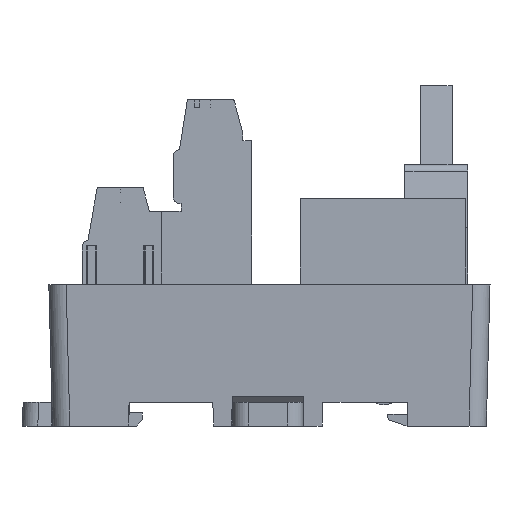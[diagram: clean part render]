
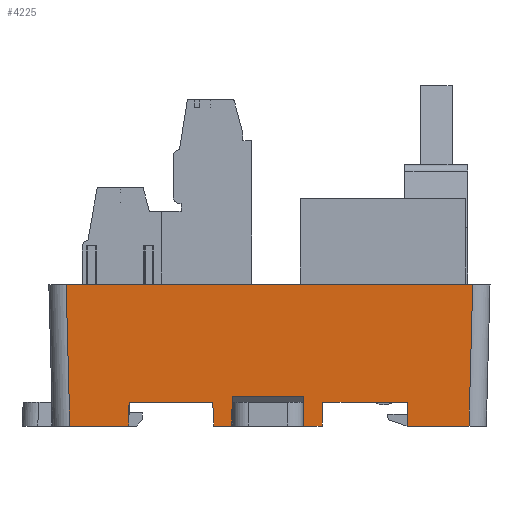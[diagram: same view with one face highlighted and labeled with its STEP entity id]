
A CAD part, left-side view. The second image highlights one B-rep face of the part: STEP entity #4225.
In plain terms, the highlighted planar face has unit normal (-1, 0, -0.026).
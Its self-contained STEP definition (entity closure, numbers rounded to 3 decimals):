
#2500=FACE_OUTER_BOUND('',#8402,.T.);
#4225=ADVANCED_FACE('',(#2500),#6039,.T.);
#6039=PLANE('',#34997);
#8402=EDGE_LOOP('',(#10986,#10987,#10988,#10989,#10990,#10991,#10992,#10993,
#10994,#10995,#10996,#10997,#10998,#10999,#11000,#11001));
#10986=ORIENTED_EDGE('',*,*,#23223,.T.);
#10987=ORIENTED_EDGE('',*,*,#23224,.T.);
#10988=ORIENTED_EDGE('',*,*,#23225,.T.);
#10989=ORIENTED_EDGE('',*,*,#23226,.F.);
#10990=ORIENTED_EDGE('',*,*,#23227,.T.);
#10991=ORIENTED_EDGE('',*,*,#23228,.T.);
#10992=ORIENTED_EDGE('',*,*,#23229,.F.);
#10993=ORIENTED_EDGE('',*,*,#23166,.T.);
#10994=ORIENTED_EDGE('',*,*,#23230,.F.);
#10995=ORIENTED_EDGE('',*,*,#23231,.T.);
#10996=ORIENTED_EDGE('',*,*,#23232,.F.);
#10997=ORIENTED_EDGE('',*,*,#23233,.T.);
#10998=ORIENTED_EDGE('',*,*,#23234,.F.);
#10999=ORIENTED_EDGE('',*,*,#23235,.T.);
#11000=ORIENTED_EDGE('',*,*,#23236,.T.);
#11001=ORIENTED_EDGE('',*,*,#23152,.T.);
#20013=VERTEX_POINT('',#46659);
#20014=VERTEX_POINT('',#46661);
#20027=VERTEX_POINT('',#46687);
#20028=VERTEX_POINT('',#46689);
#20082=VERTEX_POINT('',#46805);
#20083=VERTEX_POINT('',#46807);
#20084=VERTEX_POINT('',#46809);
#20085=VERTEX_POINT('',#46811);
#20086=VERTEX_POINT('',#46813);
#20087=VERTEX_POINT('',#46815);
#20088=VERTEX_POINT('',#46818);
#20089=VERTEX_POINT('',#46820);
#20090=VERTEX_POINT('',#46822);
#20091=VERTEX_POINT('',#46824);
#20092=VERTEX_POINT('',#46826);
#20093=VERTEX_POINT('',#46828);
#23152=EDGE_CURVE('',#20014,#20013,#27742,.T.);
#23166=EDGE_CURVE('',#20028,#20027,#27754,.T.);
#23223=EDGE_CURVE('',#20013,#20082,#27811,.T.);
#23224=EDGE_CURVE('',#20082,#20083,#27812,.T.);
#23225=EDGE_CURVE('',#20083,#20084,#27813,.T.);
#23226=EDGE_CURVE('',#20085,#20084,#27814,.T.);
#23227=EDGE_CURVE('',#20085,#20086,#27815,.T.);
#23228=EDGE_CURVE('',#20086,#20087,#27816,.T.);
#23229=EDGE_CURVE('',#20028,#20087,#27817,.T.);
#23230=EDGE_CURVE('',#20088,#20027,#27818,.T.);
#23231=EDGE_CURVE('',#20088,#20089,#27819,.T.);
#23232=EDGE_CURVE('',#20090,#20089,#27820,.T.);
#23233=EDGE_CURVE('',#20090,#20091,#27821,.T.);
#23234=EDGE_CURVE('',#20092,#20091,#27822,.T.);
#23235=EDGE_CURVE('',#20092,#20093,#27823,.T.);
#23236=EDGE_CURVE('',#20093,#20014,#27824,.T.);
#27742=LINE('',#46660,#31480);
#27754=LINE('',#46688,#31492);
#27811=LINE('',#46804,#31549);
#27812=LINE('',#46806,#31550);
#27813=LINE('',#46808,#31551);
#27814=LINE('',#46810,#31552);
#27815=LINE('',#46812,#31553);
#27816=LINE('',#46814,#31554);
#27817=LINE('',#46816,#31555);
#27818=LINE('',#46817,#31556);
#27819=LINE('',#46819,#31557);
#27820=LINE('',#46821,#31558);
#27821=LINE('',#46823,#31559);
#27822=LINE('',#46825,#31560);
#27823=LINE('',#46827,#31561);
#27824=LINE('',#46829,#31562);
#31480=VECTOR('',#37757,1.);
#31492=VECTOR('',#37773,1.);
#31549=VECTOR('',#37840,1.);
#31550=VECTOR('',#37841,1.);
#31551=VECTOR('',#37842,1.);
#31552=VECTOR('',#37843,1.);
#31553=VECTOR('',#37844,1.);
#31554=VECTOR('',#37845,1.);
#31555=VECTOR('',#37846,1.);
#31556=VECTOR('',#37847,1.);
#31557=VECTOR('',#37848,1.);
#31558=VECTOR('',#37849,1.);
#31559=VECTOR('',#37850,1.);
#31560=VECTOR('',#37851,1.);
#31561=VECTOR('',#37852,1.);
#31562=VECTOR('',#37853,1.);
#34997=AXIS2_PLACEMENT_3D('',#46830,#37854,#37855);
#37757=DIRECTION('',(0.,-1.,0.));
#37773=DIRECTION('',(0.,-1.,0.));
#37840=DIRECTION('',(0.026,-0.017,-1.));
#37841=DIRECTION('',(0.,-1.,0.));
#37842=DIRECTION('',(-0.026,-0.026,0.999));
#37843=DIRECTION('',(0.,-1.,0.));
#37844=DIRECTION('',(0.026,-0.026,-0.999));
#37845=DIRECTION('',(0.,-1.,0.));
#37846=DIRECTION('',(0.026,0.017,-1.));
#37847=DIRECTION('',(-0.026,0.035,0.999));
#37848=DIRECTION('',(0.,-1.,0.));
#37849=DIRECTION('',(0.026,0.009,-1.));
#37850=DIRECTION('',(0.,-1.,0.));
#37851=DIRECTION('',(-0.026,0.009,1.));
#37852=DIRECTION('',(0.,-1.,0.));
#37853=DIRECTION('',(-0.026,-0.035,0.999));
#37854=DIRECTION('',(-1.,0.,-0.026));
#37855=DIRECTION('',(-0.026,0.,1.));
#46659=CARTESIAN_POINT('',(-54.057,10.5,-15.));
#46660=CARTESIAN_POINT('',(-54.057,28.25,-15.));
#46661=CARTESIAN_POINT('',(-54.057,21.25,-15.));
#46687=CARTESIAN_POINT('',(-54.057,35.25,-15.));
#46688=CARTESIAN_POINT('',(-54.057,28.25,-15.));
#46689=CARTESIAN_POINT('',(-54.057,45.9,-15.));
#46804=CARTESIAN_POINT('',(-54.458,10.767,0.294));
#46805=CARTESIAN_POINT('',(-53.979,10.448,-18.));
#46806=CARTESIAN_POINT('',(-53.979,27.75,-18.));
#46807=CARTESIAN_POINT('',(-53.979,2.671,-18.));
#46808=CARTESIAN_POINT('',(-54.433,2.217,-0.66));
#46809=CARTESIAN_POINT('',(-54.45,2.199,0.));
#46810=CARTESIAN_POINT('',(-54.45,27.75,0.));
#46811=CARTESIAN_POINT('',(-54.45,53.901,0.));
#46812=CARTESIAN_POINT('',(-54.433,53.884,-0.66));
#46813=CARTESIAN_POINT('',(-53.979,53.429,-18.));
#46814=CARTESIAN_POINT('',(-53.979,28.25,-18.));
#46815=CARTESIAN_POINT('',(-53.979,45.952,-18.));
#46816=CARTESIAN_POINT('',(-54.026,45.921,-16.204));
#46817=CARTESIAN_POINT('',(-54.026,35.208,-16.202));
#46818=CARTESIAN_POINT('',(-53.979,35.145,-18.));
#46819=CARTESIAN_POINT('',(-53.979,28.25,-18.));
#46820=CARTESIAN_POINT('',(-53.979,32.826,-18.));
#46821=CARTESIAN_POINT('',(-54.451,32.669,0.04));
#46822=CARTESIAN_POINT('',(-54.076,32.794,-14.274));
#46823=CARTESIAN_POINT('',(-54.076,-181.195,-14.274));
#46824=CARTESIAN_POINT('',(-54.076,23.706,-14.274));
#46825=CARTESIAN_POINT('',(-54.451,23.831,0.032));
#46826=CARTESIAN_POINT('',(-53.979,23.674,-18.));
#46827=CARTESIAN_POINT('',(-53.979,28.25,-18.));
#46828=CARTESIAN_POINT('',(-53.979,21.355,-18.));
#46829=CARTESIAN_POINT('',(-54.444,20.735,-0.247));
#46830=CARTESIAN_POINT('',(-54.45,27.75,-0.003));
